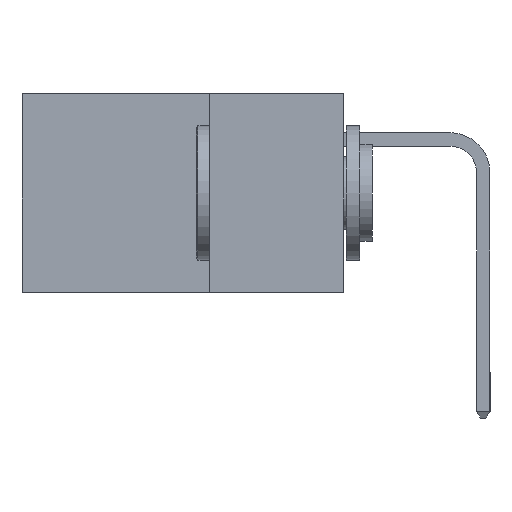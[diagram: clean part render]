
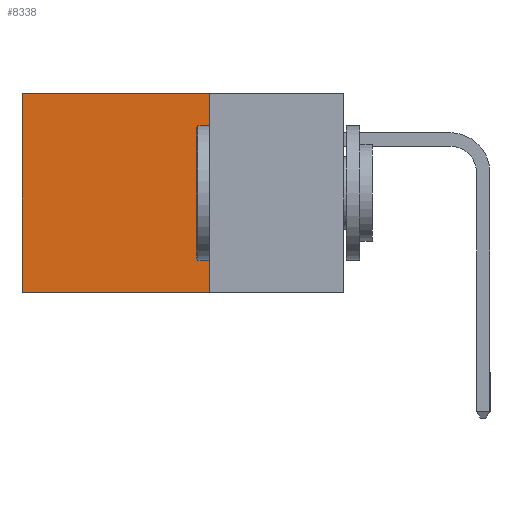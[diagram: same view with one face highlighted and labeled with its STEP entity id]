
A CAD part, left-side view. The second image highlights one B-rep face of the part: STEP entity #8338.
In plain terms, the highlighted planar face has unit normal (-1, 0, 0).
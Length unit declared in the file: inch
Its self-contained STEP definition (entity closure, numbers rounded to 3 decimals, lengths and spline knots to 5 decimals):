
#607 = DIRECTION ( 'NONE',  ( 0., 0., -1. ) ) ;
#772 = EDGE_CURVE ( 'NONE', #4807, #4751, #5825, .T. ) ;
#888 = VECTOR ( 'NONE', #7265, 39.37008 ) ;
#1726 = EDGE_CURVE ( 'NONE', #8417, #4807, #6083, .T. ) ;
#2204 = DIRECTION ( 'NONE',  ( 0., 0., -1. ) ) ;
#2324 = CARTESIAN_POINT ( 'NONE',  ( 0.298, 0.25, 0. ) ) ;
#3229 = ORIENTED_EDGE ( 'NONE', *, *, #5015, .T. ) ;
#3549 = EDGE_LOOP ( 'NONE', ( #3229, #5711, #9963, #8126 ) ) ;
#3996 = CARTESIAN_POINT ( 'NONE',  ( 0.298, 0.6, -0.37 ) ) ;
#4751 = VERTEX_POINT ( 'NONE', #3996 ) ;
#4762 = AXIS2_PLACEMENT_3D ( 'NONE', #7739, #6141, #607 ) ;
#4807 = VERTEX_POINT ( 'NONE', #5297 ) ;
#4971 = DIRECTION ( 'NONE',  ( 0., 1., 0. ) ) ;
#5015 = EDGE_CURVE ( 'NONE', #5042, #4751, #9517, .T. ) ;
#5042 = VERTEX_POINT ( 'NONE', #7030 ) ;
#5297 = CARTESIAN_POINT ( 'NONE',  ( 0.298, 0.25, -0.37 ) ) ;
#5375 = CARTESIAN_POINT ( 'NONE',  ( 0.298, 0.25, 0. ) ) ;
#5711 = ORIENTED_EDGE ( 'NONE', *, *, #772, .F. ) ;
#5825 = LINE ( 'NONE', #7238, #888 ) ;
#6083 = LINE ( 'NONE', #2324, #10048 ) ;
#6141 = DIRECTION ( 'NONE',  ( 1., 0., 0. ) ) ;
#6426 = EDGE_CURVE ( 'NONE', #8417, #5042, #8653, .T. ) ;
#7030 = CARTESIAN_POINT ( 'NONE',  ( 0.298, 0.6, 0. ) ) ;
#7238 = CARTESIAN_POINT ( 'NONE',  ( 0.298, 0.25, -0.37 ) ) ;
#7265 = DIRECTION ( 'NONE',  ( 0., 1., 0. ) ) ;
#7739 = CARTESIAN_POINT ( 'NONE',  ( 0.298, 0.25, 0. ) ) ;
#8126 = ORIENTED_EDGE ( 'NONE', *, *, #6426, .T. ) ;
#8338 = ADVANCED_FACE ( 'NONE', ( #9719 ), #10844, .F. ) ;
#8417 = VERTEX_POINT ( 'NONE', #5375 ) ;
#8653 = LINE ( 'NONE', #10598, #10693 ) ;
#8897 = CARTESIAN_POINT ( 'NONE',  ( 0.298, 0.6, 0. ) ) ;
#9517 = LINE ( 'NONE', #8897, #9761 ) ;
#9719 = FACE_OUTER_BOUND ( 'NONE', #3549, .T. ) ;
#9761 = VECTOR ( 'NONE', #10237, 39.37008 ) ;
#9963 = ORIENTED_EDGE ( 'NONE', *, *, #1726, .F. ) ;
#10048 = VECTOR ( 'NONE', #2204, 39.37008 ) ;
#10237 = DIRECTION ( 'NONE',  ( 0., 0., -1. ) ) ;
#10598 = CARTESIAN_POINT ( 'NONE',  ( 0.298, 0.25, 0. ) ) ;
#10693 = VECTOR ( 'NONE', #4971, 39.37008 ) ;
#10844 = PLANE ( 'NONE',  #4762 ) ;
